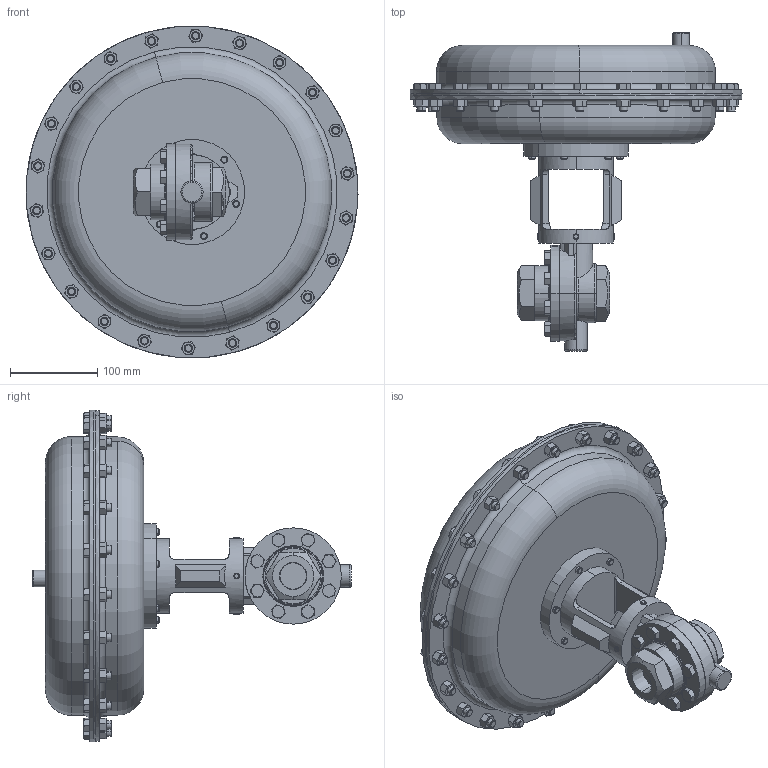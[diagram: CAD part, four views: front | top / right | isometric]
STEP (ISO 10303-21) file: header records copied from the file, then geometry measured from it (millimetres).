
FILE_DESCRIPTION (( 'STEP AP203' ), '1' );
FILE_NAME ('70-100-DI+BR-PT-85M.STEP', '2017-08-23T19:33:46', ( '' ), ( '' ), 'SwSTEP 2.0', 'SolidWorks 2014', '' );
FILE_SCHEMA (( 'CONFIG_CONTROL_DESIGN' ));
Length unit declared in the file: inch
Products named in the file (1): 70-100-DI+BR-PT-85M
Bounding box: 380.96 x 365.29 x 380.89 mm (x, y, z)
Volume: 11699.2 mm3; surface area: 418923.9 mm2
Topology: 1 solids, 2 shells, 1180 faces, 2688 edges, 1598 vertices
Faces by surface type: cone 518, plane 489, cylinder 112, bspline 36, torus 25
Entity records: 43719 total; most frequent: CARTESIAN_POINT 18808, ORIENTED_EDGE 5376, DIRECTION 4751, EDGE_CURVE 2688, AXIS2_PLACEMENT_3D 1948, VERTEX_POINT 1611, EDGE_LOOP 1281, ADVANCED_FACE 1180
